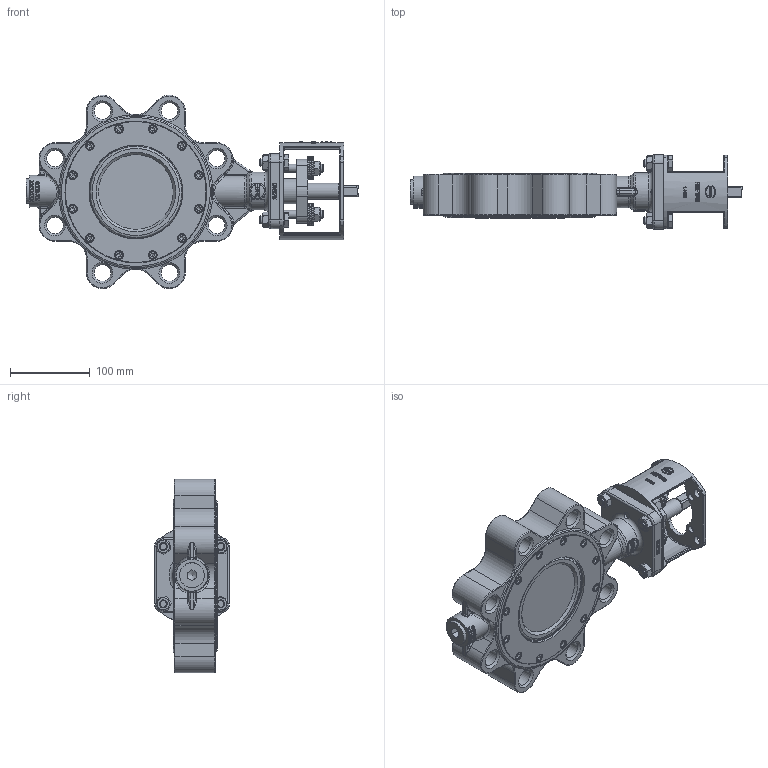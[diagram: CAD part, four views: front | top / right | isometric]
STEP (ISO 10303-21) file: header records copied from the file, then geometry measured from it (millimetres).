
FILE_DESCRIPTION(/* description */ (''),/* implementation_level */ '2;1');
FILE_NAME(/* name */ 'HP114 DN125 PN25-40.stp',/* time_stamp */ '2016-10-24T14:46:30+02:00',/* author */ ('Hellwig'),/* organization */ (''),/* preprocessor_version */ 'ST-DEVELOPER v15.6',/* originating_system */ 'Autodesk Inventor 2015',/* authorisation */ '');
FILE_SCHEMA (('AUTOMOTIVE_DESIGN { 1 0 10303 214 3 1 1 }'));
Products named in the file (1): M39800
Bounding box: 417.19 x 95.25 x 243.19 mm (x, y, z)
Volume: 9203.5 mm3; surface area: 411410.1 mm2
Topology: 43 solids, 45 shells, 2203 faces, 5371 edges, 3368 vertices
Faces by surface type: plane 819, bspline 526, cylinder 470, torus 190, cone 188, sphere 10
Full cylindrical faces by diameter (mm): 4.917 x12, 6 x12, 6.6 x12, 8.376 x2, 9 x10, 9.188 x4, 9.2 x2, 9.367 x4, 10 x26, 10.2 x12, 11 x26, 15.4 x4, 20 x2, 20.05 x3, 20.1 x1, 20.2 x4, 20.752 x8, 22.1 x1, 23.2 x3, 23.25 x2, 24.376 x1, 26 x1, 28 x12, 28.2 x2, 31 x1, 31.2 x1, 31.8 x1, 31.9 x1, 32 x2, 40 x1
Entity records: 108731 total; most frequent: CARTESIAN_POINT 60411, ORIENTED_EDGE 9616, DIRECTION 8361, EDGE_CURVE 4796, AXIS2_PLACEMENT_3D 3321, VERTEX_POINT 3218, EDGE_LOOP 2848, STYLED_ITEM 2202
